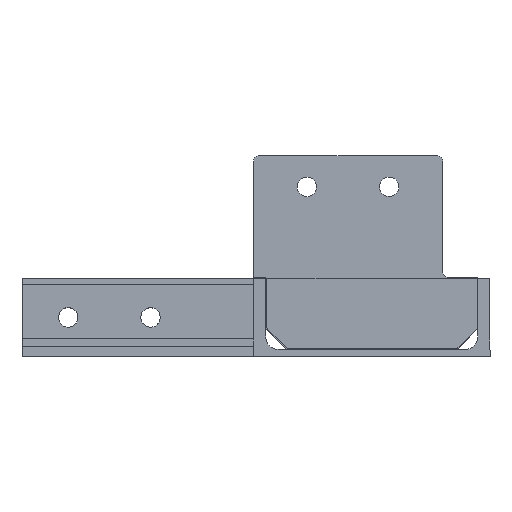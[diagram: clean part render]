
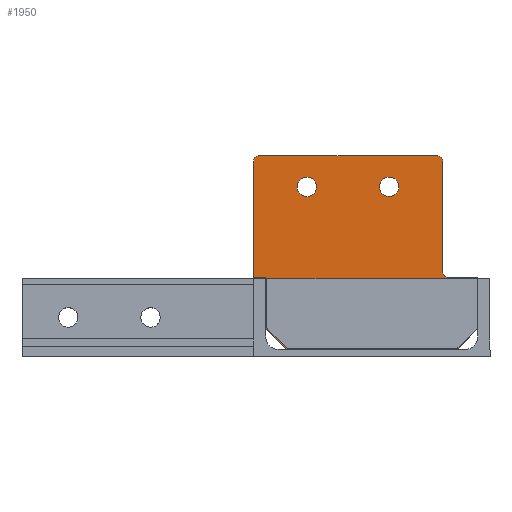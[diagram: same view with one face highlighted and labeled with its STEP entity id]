
A CAD part, left-side view. The second image highlights one B-rep face of the part: STEP entity #1950.
In plain terms, the highlighted face is planar.
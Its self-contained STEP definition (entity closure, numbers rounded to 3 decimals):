
#29 = VERTEX_POINT ( 'NONE', #2985 ) ;
#42 = VERTEX_POINT ( 'NONE', #356 ) ;
#65 = AXIS2_PLACEMENT_3D ( 'NONE', #1252, #3382, #491 ) ;
#88 = CARTESIAN_POINT ( 'NONE',  ( 0., 5., 0. ) ) ;
#167 = CARTESIAN_POINT ( 'NONE',  ( 0., 118., 0. ) ) ;
#174 = ORIENTED_EDGE ( 'NONE', *, *, #2146, .T. ) ;
#195 = EDGE_CURVE ( 'NONE', #918, #3050, #2037, .T. ) ;
#244 = VERTEX_POINT ( 'NONE', #2052 ) ;
#275 = ORIENTED_EDGE ( 'NONE', *, *, #2543, .T. ) ;
#299 = DIRECTION ( 'NONE',  ( 1., 0., 0. ) ) ;
#334 = VECTOR ( 'NONE', #2290, 1000. ) ;
#356 = CARTESIAN_POINT ( 'NONE',  ( -189., 118., 0. ) ) ;
#413 = VERTEX_POINT ( 'NONE', #3151 ) ;
#463 = EDGE_LOOP ( 'NONE', ( #2179, #2503 ) ) ;
#484 = DIRECTION ( 'NONE',  ( -1., 0., 0. ) ) ;
#491 = DIRECTION ( 'NONE',  ( 1., 0., 0. ) ) ;
#511 = EDGE_CURVE ( 'NONE', #2238, #2348, #517, .T. ) ;
#517 = LINE ( 'NONE', #2437, #2439 ) ;
#536 = ORIENTED_EDGE ( 'NONE', *, *, #511, .T. ) ;
#570 = CARTESIAN_POINT ( 'NONE',  ( -179., 5., 0. ) ) ;
#592 = VECTOR ( 'NONE', #484, 1000. ) ;
#654 = DIRECTION ( 'NONE',  ( 0., 1., 0. ) ) ;
#660 = VECTOR ( 'NONE', #654, 1000. ) ;
#683 = CARTESIAN_POINT ( 'NONE',  ( 78., 78., 0. ) ) ;
#684 = VERTEX_POINT ( 'NONE', #3163 ) ;
#699 = CARTESIAN_POINT ( 'NONE',  ( -179., 0., 0. ) ) ;
#721 = DIRECTION ( 'NONE',  ( 0., -1., 0. ) ) ;
#740 = CARTESIAN_POINT ( 'NONE',  ( -218., 168., 0. ) ) ;
#764 = CARTESIAN_POINT ( 'NONE',  ( -12., 118., 0. ) ) ;
#773 = CARTESIAN_POINT ( 'NONE',  ( -141.5, 30., 0. ) ) ;
#794 = ORIENTED_EDGE ( 'NONE', *, *, #2988, .T. ) ;
#797 = ORIENTED_EDGE ( 'NONE', *, *, #2338, .F. ) ;
#800 = ORIENTED_EDGE ( 'NONE', *, *, #1675, .T. ) ;
#811 = EDGE_CURVE ( 'NONE', #29, #3292, #1377, .T. ) ;
#821 = CARTESIAN_POINT ( 'NONE',  ( -189., 113., 0. ) ) ;
#831 = AXIS2_PLACEMENT_3D ( 'NONE', #1624, #2954, #299 ) ;
#864 = DIRECTION ( 'NONE',  ( 1., 0., 0. ) ) ;
#913 = EDGE_CURVE ( 'NONE', #3050, #2682, #3232, .T. ) ;
#918 = VERTEX_POINT ( 'NONE', #1989 ) ;
#931 = VECTOR ( 'NONE', #3255, 1000. ) ;
#957 = CARTESIAN_POINT ( 'NONE',  ( -5., 5., 0. ) ) ;
#987 = AXIS2_PLACEMENT_3D ( 'NONE', #2971, #1154, #2469 ) ;
#1057 = VECTOR ( 'NONE', #721, 1000. ) ;
#1115 = CIRCLE ( 'NONE', #831, 9.5 ) ;
#1126 = DIRECTION ( 'NONE',  ( 0., 1., 0. ) ) ;
#1127 = FACE_BOUND ( 'NONE', #463, .T. ) ;
#1154 = DIRECTION ( 'NONE',  ( 0., 0., 1. ) ) ;
#1202 = CARTESIAN_POINT ( 'NONE',  ( -32., 188., 0. ) ) ;
#1241 = CARTESIAN_POINT ( 'NONE',  ( -12., 168., 0. ) ) ;
#1252 = CARTESIAN_POINT ( 'NONE',  ( -132., 30., 0. ) ) ;
#1283 = LINE ( 'NONE', #683, #2492 ) ;
#1293 = CARTESIAN_POINT ( 'NONE',  ( -5., 0., 0. ) ) ;
#1305 = CARTESIAN_POINT ( 'NONE',  ( 0., 118., 0. ) ) ;
#1319 = LINE ( 'NONE', #3092, #1057 ) ;
#1340 = VERTEX_POINT ( 'NONE', #1811 ) ;
#1358 = LINE ( 'NONE', #2975, #2765 ) ;
#1377 = CIRCLE ( 'NONE', #3195, 5. ) ;
#1388 = DIRECTION ( 'NONE',  ( 1., 0., 0. ) ) ;
#1394 = DIRECTION ( 'NONE',  ( 0., 0., 1. ) ) ;
#1395 = VERTEX_POINT ( 'NONE', #773 ) ;
#1416 = CARTESIAN_POINT ( 'NONE',  ( -193., 193., 0. ) ) ;
#1443 = CARTESIAN_POINT ( 'NONE',  ( -12., 118., 0. ) ) ;
#1470 = ORIENTED_EDGE ( 'NONE', *, *, #3281, .T. ) ;
#1490 = VECTOR ( 'NONE', #3240, 1000. ) ;
#1583 = CARTESIAN_POINT ( 'NONE',  ( -198., 188., 0. ) ) ;
#1591 = DIRECTION ( 'NONE',  ( 1., 0., 0. ) ) ;
#1593 = DIRECTION ( 'NONE',  ( 1., 0., 0. ) ) ;
#1606 = EDGE_CURVE ( 'NONE', #2348, #1720, #2516, .T. ) ;
#1613 = CIRCLE ( 'NONE', #2176, 9.5 ) ;
#1624 = CARTESIAN_POINT ( 'NONE',  ( -52., 30., 0. ) ) ;
#1646 = DIRECTION ( 'NONE',  ( 0., 0., 1. ) ) ;
#1656 = ORIENTED_EDGE ( 'NONE', *, *, #913, .T. ) ;
#1672 = VERTEX_POINT ( 'NONE', #88 ) ;
#1675 = EDGE_CURVE ( 'NONE', #3292, #2357, #2980, .T. ) ;
#1676 = CIRCLE ( 'NONE', #65, 9.5 ) ;
#1683 = CIRCLE ( 'NONE', #2070, 9.5 ) ;
#1688 = CARTESIAN_POINT ( 'NONE',  ( 0., 0., 0. ) ) ;
#1720 = VERTEX_POINT ( 'NONE', #740 ) ;
#1779 = DIRECTION ( 'NONE',  ( -0.707, 0.707, 0. ) ) ;
#1811 = CARTESIAN_POINT ( 'NONE',  ( -42.5, 30., 0. ) ) ;
#1842 = CIRCLE ( 'NONE', #2273, 5. ) ;
#1846 = EDGE_CURVE ( 'NONE', #2682, #2238, #1283, .T. ) ;
#1864 = ORIENTED_EDGE ( 'NONE', *, *, #1846, .T. ) ;
#1910 = EDGE_CURVE ( 'NONE', #1340, #413, #1613, .T. ) ;
#1925 = DIRECTION ( 'NONE',  ( 1., 0., 0. ) ) ;
#1950 = ADVANCED_FACE ( 'NONE', ( #2716, #1127, #2993 ), #2231, .T. ) ;
#1989 = CARTESIAN_POINT ( 'NONE',  ( 0., 118., 0. ) ) ;
#1994 = LINE ( 'NONE', #2748, #660 ) ;
#2005 = ORIENTED_EDGE ( 'NONE', *, *, #1606, .T. ) ;
#2037 = LINE ( 'NONE', #1305, #592 ) ;
#2039 = DIRECTION ( 'NONE',  ( 0., 0., 1. ) ) ;
#2052 = CARTESIAN_POINT ( 'NONE',  ( -122.5, 30., 0. ) ) ;
#2070 = AXIS2_PLACEMENT_3D ( 'NONE', #2960, #3236, #864 ) ;
#2141 = DIRECTION ( 'NONE',  ( 0., -1., 0. ) ) ;
#2146 = EDGE_CURVE ( 'NONE', #684, #42, #3310, .T. ) ;
#2173 = VECTOR ( 'NONE', #1126, 1000. ) ;
#2176 = AXIS2_PLACEMENT_3D ( 'NONE', #3250, #1394, #1591 ) ;
#2179 = ORIENTED_EDGE ( 'NONE', *, *, #1910, .F. ) ;
#2230 = AXIS2_PLACEMENT_3D ( 'NONE', #957, #2039, #1593 ) ;
#2231 = PLANE ( 'NONE',  #987 ) ;
#2238 = VERTEX_POINT ( 'NONE', #1202 ) ;
#2249 = ORIENTED_EDGE ( 'NONE', *, *, #811, .T. ) ;
#2273 = AXIS2_PLACEMENT_3D ( 'NONE', #821, #2695, #1388 ) ;
#2290 = DIRECTION ( 'NONE',  ( 1., 0., 0. ) ) ;
#2338 = EDGE_CURVE ( 'NONE', #244, #1395, #1676, .T. ) ;
#2348 = VERTEX_POINT ( 'NONE', #1583 ) ;
#2357 = VERTEX_POINT ( 'NONE', #1293 ) ;
#2437 = CARTESIAN_POINT ( 'NONE',  ( 0., 188., 0. ) ) ;
#2439 = VECTOR ( 'NONE', #2657, 1000. ) ;
#2469 = DIRECTION ( 'NONE',  ( 1., 0., 0. ) ) ;
#2492 = VECTOR ( 'NONE', #1779, 1000. ) ;
#2503 = ORIENTED_EDGE ( 'NONE', *, *, #2786, .F. ) ;
#2516 = LINE ( 'NONE', #1416, #1490 ) ;
#2543 = EDGE_CURVE ( 'NONE', #42, #3242, #1842, .T. ) ;
#2544 = CIRCLE ( 'NONE', #2230, 5. ) ;
#2657 = DIRECTION ( 'NONE',  ( -1., 0., 0. ) ) ;
#2682 = VERTEX_POINT ( 'NONE', #1241 ) ;
#2695 = DIRECTION ( 'NONE',  ( 0., 0., -1. ) ) ;
#2716 = FACE_BOUND ( 'NONE', #3367, .T. ) ;
#2748 = CARTESIAN_POINT ( 'NONE',  ( 0., 0., 0. ) ) ;
#2764 = ORIENTED_EDGE ( 'NONE', *, *, #195, .T. ) ;
#2765 = VECTOR ( 'NONE', #2141, 1000. ) ;
#2786 = EDGE_CURVE ( 'NONE', #413, #1340, #1115, .T. ) ;
#2816 = ORIENTED_EDGE ( 'NONE', *, *, #3152, .T. ) ;
#2840 = ORIENTED_EDGE ( 'NONE', *, *, #3336, .F. ) ;
#2871 = CARTESIAN_POINT ( 'NONE',  ( -184., 113., 0. ) ) ;
#2922 = EDGE_LOOP ( 'NONE', ( #800, #794, #2816, #2764, #1656, #1864, #536, #2005, #3201, #174, #275, #1470, #2249 ) ) ;
#2954 = DIRECTION ( 'NONE',  ( 0., 0., 1. ) ) ;
#2960 = CARTESIAN_POINT ( 'NONE',  ( -132., 30., 0. ) ) ;
#2971 = CARTESIAN_POINT ( 'NONE',  ( 0., 0., 0. ) ) ;
#2975 = CARTESIAN_POINT ( 'NONE',  ( -218., 0., 0. ) ) ;
#2980 = LINE ( 'NONE', #1688, #931 ) ;
#2985 = CARTESIAN_POINT ( 'NONE',  ( -184., 5., 0. ) ) ;
#2988 = EDGE_CURVE ( 'NONE', #2357, #1672, #2544, .T. ) ;
#2993 = FACE_OUTER_BOUND ( 'NONE', #2922, .T. ) ;
#3050 = VERTEX_POINT ( 'NONE', #764 ) ;
#3092 = CARTESIAN_POINT ( 'NONE',  ( -184., 0., 0. ) ) ;
#3151 = CARTESIAN_POINT ( 'NONE',  ( -61.5, 30., 0. ) ) ;
#3152 = EDGE_CURVE ( 'NONE', #1672, #918, #1994, .T. ) ;
#3163 = CARTESIAN_POINT ( 'NONE',  ( -218., 118., 0. ) ) ;
#3195 = AXIS2_PLACEMENT_3D ( 'NONE', #570, #1646, #1925 ) ;
#3201 = ORIENTED_EDGE ( 'NONE', *, *, #3400, .T. ) ;
#3232 = LINE ( 'NONE', #1443, #2173 ) ;
#3236 = DIRECTION ( 'NONE',  ( 0., 0., 1. ) ) ;
#3240 = DIRECTION ( 'NONE',  ( -0.707, -0.707, 0. ) ) ;
#3242 = VERTEX_POINT ( 'NONE', #2871 ) ;
#3250 = CARTESIAN_POINT ( 'NONE',  ( -52., 30., 0. ) ) ;
#3255 = DIRECTION ( 'NONE',  ( 1., 0., 0. ) ) ;
#3281 = EDGE_CURVE ( 'NONE', #3242, #29, #1319, .T. ) ;
#3292 = VERTEX_POINT ( 'NONE', #699 ) ;
#3310 = LINE ( 'NONE', #167, #334 ) ;
#3336 = EDGE_CURVE ( 'NONE', #1395, #244, #1683, .T. ) ;
#3367 = EDGE_LOOP ( 'NONE', ( #797, #2840 ) ) ;
#3382 = DIRECTION ( 'NONE',  ( 0., 0., 1. ) ) ;
#3400 = EDGE_CURVE ( 'NONE', #1720, #684, #1358, .T. ) ;
